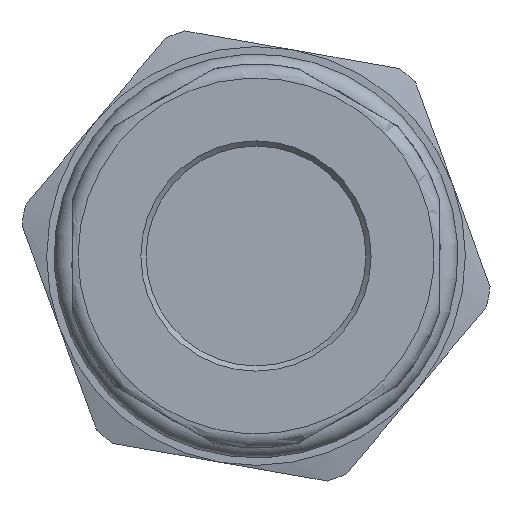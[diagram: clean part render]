
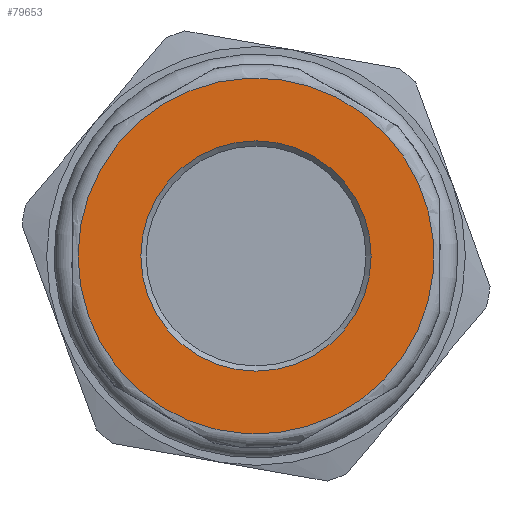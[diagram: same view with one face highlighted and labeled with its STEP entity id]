
A CAD part, left-side view. The second image highlights one B-rep face of the part: STEP entity #79653.
In plain terms, the highlighted planar face has unit normal (-1, 0, 0).
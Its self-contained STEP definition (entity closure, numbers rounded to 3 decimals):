
#79028=CARTESIAN_POINT('',(0.0,10.2,0.0));
#79029=VERTEX_POINT('',#79028);
#79030=CARTESIAN_POINT('',(0.0,0.0,0.0));
#79031=DIRECTION('',(1.0,0.0,0.0));
#79032=DIRECTION('',(0.0,-1.0,0.0));
#79033=AXIS2_PLACEMENT_3D('',#79030,#79031,#79032);
#79034=CIRCLE('',#79033,10.2);
#79035=EDGE_CURVE('',#79029,#79029,#79034,.T.);
#79634=CARTESIAN_POINT('',(0.0,8.65,0.0));
#79635=DIRECTION('',(-1.0,0.0,0.0));
#79636=DIRECTION('',(0.0,0.0,1.0));
#79637=AXIS2_PLACEMENT_3D('',#79634,#79635,#79636);
#79638=PLANE('',#79637);
#79639=ORIENTED_EDGE('',*,*,#79035,.F.);
#79640=EDGE_LOOP('',(#79639));
#79641=FACE_OUTER_BOUND('',#79640,.T.);
#79642=CARTESIAN_POINT('',(0.0,6.6,0.));
#79643=VERTEX_POINT('',#79642);
#79644=CARTESIAN_POINT('',(0.0,0.0,0.0));
#79645=DIRECTION('',(-1.0,0.0,0.0));
#79646=DIRECTION('',(0.0,-1.0,0.0));
#79647=AXIS2_PLACEMENT_3D('',#79644,#79645,#79646);
#79648=CIRCLE('',#79647,6.6);
#79649=EDGE_CURVE('',#79643,#79643,#79648,.T.);
#79650=ORIENTED_EDGE('',*,*,#79649,.F.);
#79651=EDGE_LOOP('',(#79650));
#79652=FACE_BOUND('',#79651,.T.);
#79653=ADVANCED_FACE('',(#79641,#79652),#79638,.T.);
